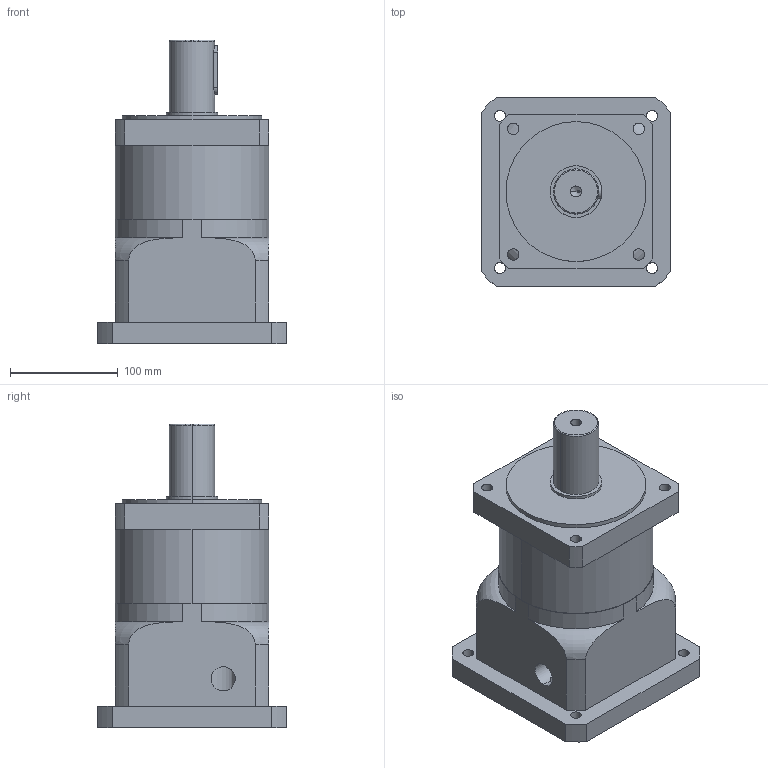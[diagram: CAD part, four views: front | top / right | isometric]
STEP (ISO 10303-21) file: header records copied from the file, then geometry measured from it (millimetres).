
FILE_DESCRIPTION (( 'STEP AP214' ), '1' );
FILE_NAME ('DH150-L1-XX-42-114.3-200-M12_2019.STEP', '2019-03-14T01:49:27', ( 'Y' ), ( 'NCU' ), 'SwSTEP 2.0', 'SolidWorks 2016', '' );
FILE_SCHEMA (( 'AUTOMOTIVE_DESIGN' ));
Length unit declared in the file: millimetre
Products named in the file (1): DH150-L1-XX-42-114.3-200-M12_2019
Bounding box: 176 x 176 x 282 mm (x, y, z)
Volume: 3673267.7 mm3; surface area: 291426.6 mm2
Topology: 1 solids, 11 shells, 262 faces, 591 edges, 378 vertices
Faces by surface type: cylinder 131, plane 107, cone 18, torus 6
Entity records: 9783 total; most frequent: CARTESIAN_POINT 2152, DIRECTION 1342, ORIENTED_EDGE 1162, EDGE_CURVE 581, AXIS2_PLACEMENT_3D 526, VERTEX_POINT 378, EDGE_LOOP 319, LINE 290
